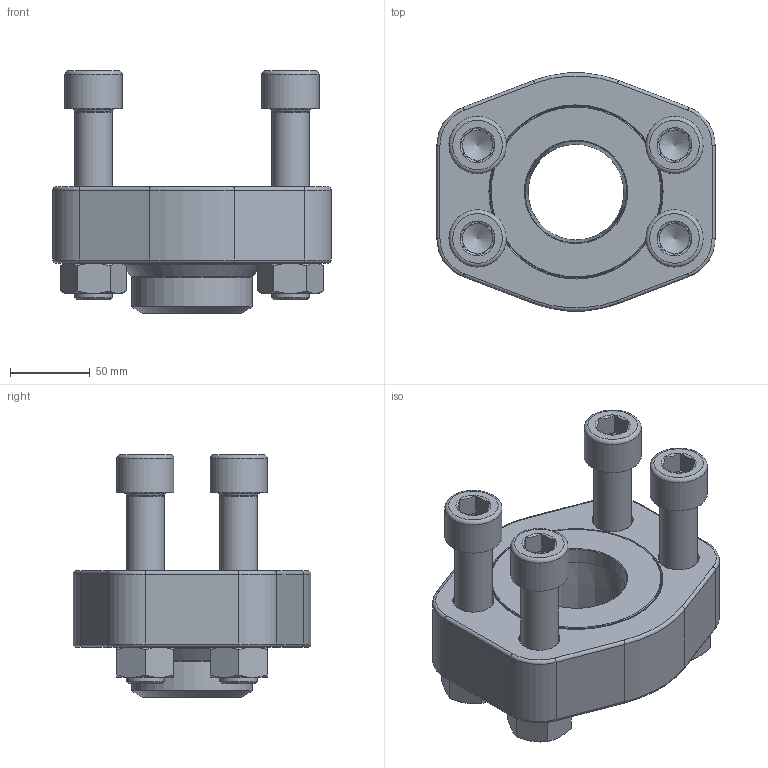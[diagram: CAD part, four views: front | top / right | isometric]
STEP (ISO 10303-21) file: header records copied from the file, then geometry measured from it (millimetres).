
FILE_DESCRIPTION(/* description */ (''),/* implementation_level */ '2;1');
FILE_NAME(/* name */ 'AFG64-611.stp',/* time_stamp */ '2025-01-14T15:19:27+01:00',/* author */ (''),/* organization */ (''),/* preprocessor_version */ 'ST-DEVELOPER v16',/* originating_system */ 'SIEMENS PLM Software NX 10.0',/* authorisation */ '');
FILE_SCHEMA (('AUTOMOTIVE_DESIGN { 1 0 10303 214 3 1 1 1 }'));
Length unit declared in the file: millimetre
Products named in the file (5): X-AFK64-6; X-AFV64-6; X-FM24; X-M24x120I; AFG64-6
Assembly tree (10 placements, depth 2):
  AFG64-6
    X-M24x120I  x4
    X-FM24  x4
    X-AFV64-6
    X-AFK64-6
Bounding box: 175 x 149.61 x 152.5 mm (x, y, z)
Volume: 1204013.6 mm3; surface area: 206539.5 mm2
Topology: 10 solids, 10 shells, 283 faces, 587 edges, 330 vertices
Faces by surface type: cone 110, plane 104, cylinder 41, torus 28
Full cylindrical faces by diameter (mm): 21.797 x4, 23.577 x4, 25 x4, 36 x4, 60.1 x1, 64 x1, 76.1 x1, 88.9 x1, 89.5 x1, 107.7 x1, 108.5 x1
Entity records: 3310 total; most frequent: CARTESIAN_POINT 603, DIRECTION 590, ORIENTED_EDGE 434, AXIS2_PLACEMENT_3D 265, EDGE_CURVE 217, EDGE_LOOP 188, VERTEX_POINT 146, ADVANCED_FACE 127
